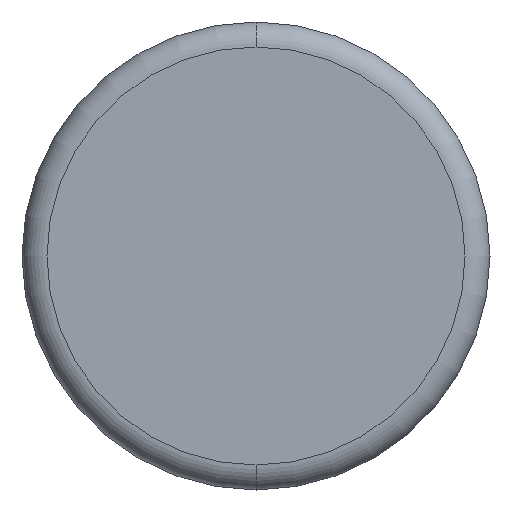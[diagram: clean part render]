
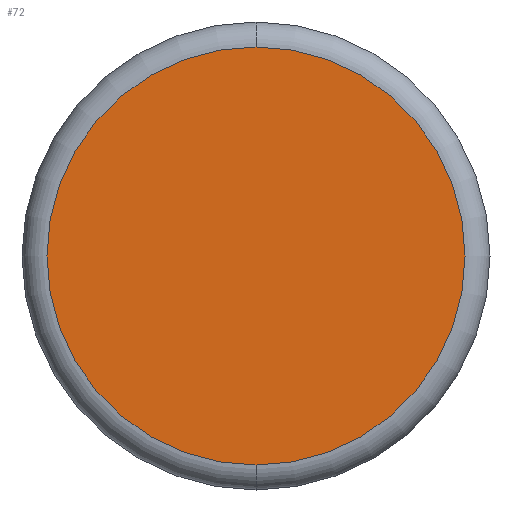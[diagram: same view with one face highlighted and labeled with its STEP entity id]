
A CAD part, front view. The second image highlights one B-rep face of the part: STEP entity #72.
In plain terms, the highlighted planar face has unit normal (0, -1, 0).
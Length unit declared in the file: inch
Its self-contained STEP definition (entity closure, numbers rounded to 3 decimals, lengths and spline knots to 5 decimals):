
#5 = DIRECTION ( 'NONE',  ( 0., -1., 0. ) ) ;
#17 = AXIS2_PLACEMENT_3D ( 'NONE', #459, #207, #449 ) ;
#30 = ORIENTED_EDGE ( 'NONE', *, *, #491, .T. ) ;
#33 = AXIS2_PLACEMENT_3D ( 'NONE', #401, #226, #147 ) ;
#72 = ADVANCED_FACE ( 'NONE', ( #474 ), #257, .T. ) ;
#96 = CARTESIAN_POINT ( 'NONE',  ( 0., 0., 0. ) ) ;
#109 = CARTESIAN_POINT ( 'NONE',  ( 0., 0., 0.08375 ) ) ;
#147 = DIRECTION ( 'NONE',  ( 0., 0., -1. ) ) ;
#169 = VERTEX_POINT ( 'NONE', #109 ) ;
#207 = DIRECTION ( 'NONE',  ( 0., -1., 0. ) ) ;
#226 = DIRECTION ( 'NONE',  ( 0., -1., 0. ) ) ;
#251 = CIRCLE ( 'NONE', #17, 0.08375 ) ;
#252 = VERTEX_POINT ( 'NONE', #545 ) ;
#257 = PLANE ( 'NONE',  #432 ) ;
#280 = EDGE_CURVE ( 'NONE', #169, #252, #251, .T. ) ;
#298 = DIRECTION ( 'NONE',  ( 0., 0., -1. ) ) ;
#318 = ORIENTED_EDGE ( 'NONE', *, *, #280, .T. ) ;
#401 = CARTESIAN_POINT ( 'NONE',  ( 0., 0., 0. ) ) ;
#432 = AXIS2_PLACEMENT_3D ( 'NONE', #96, #5, #298 ) ;
#449 = DIRECTION ( 'NONE',  ( 0., 0., -1. ) ) ;
#459 = CARTESIAN_POINT ( 'NONE',  ( 0., 0., 0. ) ) ;
#474 = FACE_OUTER_BOUND ( 'NONE', #528, .T. ) ;
#475 = CIRCLE ( 'NONE', #33, 0.08375 ) ;
#491 = EDGE_CURVE ( 'NONE', #252, #169, #475, .T. ) ;
#528 = EDGE_LOOP ( 'NONE', ( #30, #318 ) ) ;
#545 = CARTESIAN_POINT ( 'NONE',  ( 0., 0., -0.08375 ) ) ;
